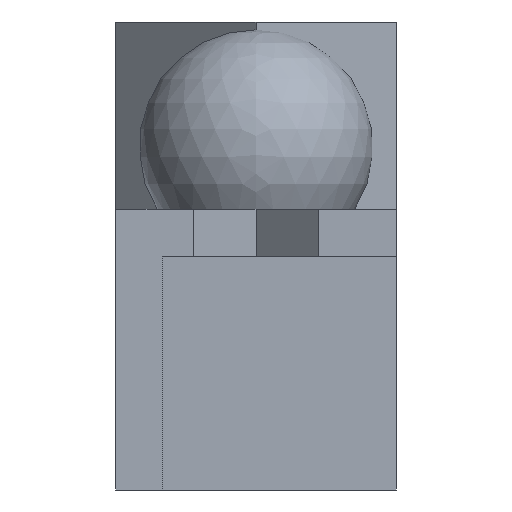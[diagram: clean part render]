
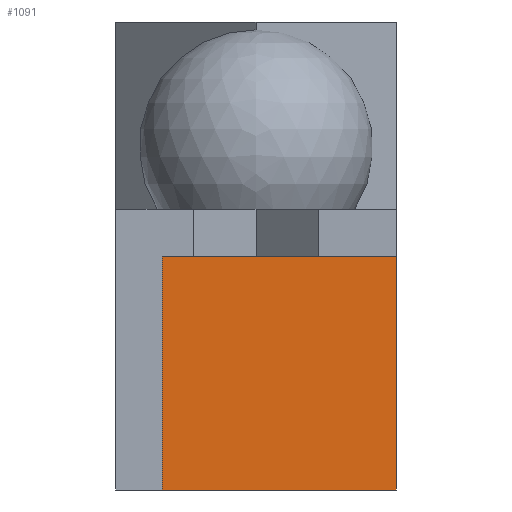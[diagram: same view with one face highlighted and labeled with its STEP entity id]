
A CAD part, left-side view. The second image highlights one B-rep face of the part: STEP entity #1091.
In plain terms, the highlighted planar face has unit normal (-1, 0, 0).
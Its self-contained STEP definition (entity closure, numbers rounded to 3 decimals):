
#68=FACE_OUTER_BOUND('',#133,.T.);
#133=EDGE_LOOP('',(#745,#746,#747,#748));
#197=LINE('',#1617,#342);
#203=LINE('',#1629,#348);
#206=LINE('',#1634,#351);
#207=LINE('',#1636,#352);
#342=VECTOR('',#1312,10.);
#348=VECTOR('',#1320,10.);
#351=VECTOR('',#1327,10.);
#352=VECTOR('',#1330,10.);
#487=VERTEX_POINT('',#1614);
#488=VERTEX_POINT('',#1616);
#490=VERTEX_POINT('',#1622);
#493=VERTEX_POINT('',#1627);
#583=EDGE_CURVE('',#487,#488,#197,.T.);
#589=EDGE_CURVE('',#493,#490,#203,.T.);
#592=EDGE_CURVE('',#488,#493,#206,.T.);
#593=EDGE_CURVE('',#487,#490,#207,.T.);
#745=ORIENTED_EDGE('',*,*,#593,.T.);
#746=ORIENTED_EDGE('',*,*,#589,.F.);
#747=ORIENTED_EDGE('',*,*,#592,.F.);
#748=ORIENTED_EDGE('',*,*,#583,.F.);
#1027=PLANE('',#1231);
#1091=ADVANCED_FACE('',(#68),#1027,.F.);
#1231=AXIS2_PLACEMENT_3D('',#1635,#1328,#1329);
#1312=DIRECTION('',(0.,-1.,0.));
#1320=DIRECTION('',(0.,1.,0.));
#1327=DIRECTION('',(0.,0.,-1.));
#1328=DIRECTION('center_axis',(1.,0.,0.));
#1329=DIRECTION('ref_axis',(0.,0.,-1.));
#1330=DIRECTION('',(0.,0.,-1.));
#1614=CARTESIAN_POINT('',(0.,15.,15.));
#1616=CARTESIAN_POINT('',(0.,0.,15.));
#1617=CARTESIAN_POINT('',(0.,7.5,15.));
#1622=CARTESIAN_POINT('',(0.,15.,0.));
#1627=CARTESIAN_POINT('',(0.,0.,0.));
#1629=CARTESIAN_POINT('',(0.,7.5,0.));
#1634=CARTESIAN_POINT('',(0.,0.,7.5));
#1635=CARTESIAN_POINT('Origin',(0.,7.5,7.5));
#1636=CARTESIAN_POINT('',(0.,15.,7.5));
